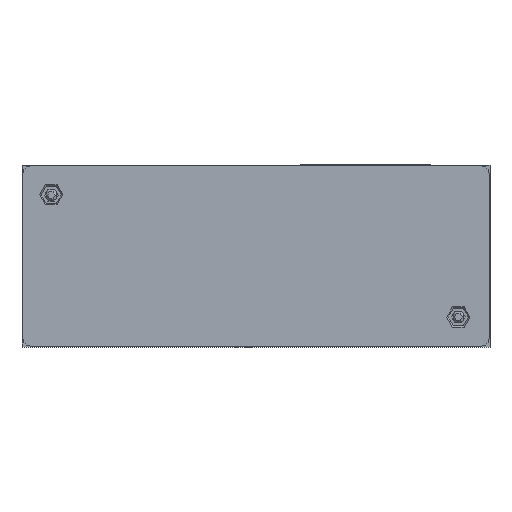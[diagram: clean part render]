
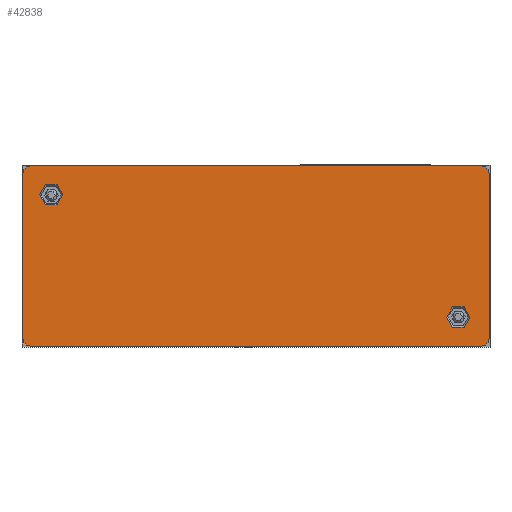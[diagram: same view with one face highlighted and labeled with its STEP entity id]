
A CAD part, top view. The second image highlights one B-rep face of the part: STEP entity #42838.
In plain terms, the highlighted planar face has unit normal (0, 0, 1).
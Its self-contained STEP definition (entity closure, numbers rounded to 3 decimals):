
#41398 = VERTEX_POINT('',#41399);
#41399 = CARTESIAN_POINT('',(0.1,1.1,8.9));
#41405 = EDGE_CURVE('',#41406,#41398,#41408,.T.);
#41406 = VERTEX_POINT('',#41407);
#41407 = CARTESIAN_POINT('',(0.1,21.6,8.9));
#41408 = LINE('',#41409,#41410);
#41409 = CARTESIAN_POINT('',(0.1,12.909,8.9));
#41410 = VECTOR('',#41411,1.);
#41411 = DIRECTION('',(0.,-1.,0.));
#41644 = EDGE_CURVE('',#41406,#41645,#41647,.T.);
#41645 = VERTEX_POINT('',#41646);
#41646 = CARTESIAN_POINT('',(1.1,22.6,8.9));
#41647 = CIRCLE('',#41648,1.);
#41648 = AXIS2_PLACEMENT_3D('',#41649,#41650,#41651);
#41649 = CARTESIAN_POINT('',(1.1,21.6,8.9));
#41650 = DIRECTION('',(0.,0.,-1.));
#41651 = DIRECTION('',(1.,0.,0.));
#41669 = VERTEX_POINT('',#41670);
#41670 = CARTESIAN_POINT('',(1.1,0.1,8.9));
#41676 = EDGE_CURVE('',#41398,#41669,#41677,.T.);
#41677 = CIRCLE('',#41678,1.);
#41678 = AXIS2_PLACEMENT_3D('',#41679,#41680,#41681);
#41679 = CARTESIAN_POINT('',(1.1,1.1,8.9));
#41680 = DIRECTION('',(0.,0.,1.));
#41681 = DIRECTION('',(-1.,0.,0.));
#41717 = EDGE_CURVE('',#41669,#41718,#41720,.T.);
#41718 = VERTEX_POINT('',#41719);
#41719 = CARTESIAN_POINT('',(57.3,0.1,8.9));
#41720 = LINE('',#41721,#41722);
#41721 = CARTESIAN_POINT('',(30.831,0.1,8.9));
#41722 = VECTOR('',#41723,1.);
#41723 = DIRECTION('',(1.,0.,0.));
#41892 = EDGE_CURVE('',#41893,#41645,#41895,.T.);
#41893 = VERTEX_POINT('',#41894);
#41894 = CARTESIAN_POINT('',(57.3,22.6,8.9));
#41895 = LINE('',#41896,#41897);
#41896 = CARTESIAN_POINT('',(30.831,22.6,8.9));
#41897 = VECTOR('',#41898,1.);
#41898 = DIRECTION('',(-1.,0.,0.));
#42594 = VERTEX_POINT('',#42595);
#42595 = CARTESIAN_POINT('',(2.2,18.97,8.9));
#42601 = EDGE_CURVE('',#42602,#42594,#42604,.T.);
#42602 = VERTEX_POINT('',#42603);
#42603 = CARTESIAN_POINT('',(5.1,18.97,8.9));
#42604 = CIRCLE('',#42605,1.45);
#42605 = AXIS2_PLACEMENT_3D('',#42606,#42607,#42608);
#42606 = CARTESIAN_POINT('',(3.65,18.97,8.9));
#42607 = DIRECTION('',(0.,0.,1.));
#42608 = DIRECTION('',(-1.,0.,0.));
#42626 = VERTEX_POINT('',#42627);
#42627 = CARTESIAN_POINT('',(53.,3.73,8.9));
#42633 = EDGE_CURVE('',#42634,#42626,#42636,.T.);
#42634 = VERTEX_POINT('',#42635);
#42635 = CARTESIAN_POINT('',(55.9,3.73,8.9));
#42636 = CIRCLE('',#42637,1.45);
#42637 = AXIS2_PLACEMENT_3D('',#42638,#42639,#42640);
#42638 = CARTESIAN_POINT('',(54.45,3.73,8.9));
#42639 = DIRECTION('',(0.,0.,1.));
#42640 = DIRECTION('',(-1.,0.,0.));
#42731 = EDGE_CURVE('',#42594,#42602,#42732,.T.);
#42732 = CIRCLE('',#42733,1.45);
#42733 = AXIS2_PLACEMENT_3D('',#42734,#42735,#42736);
#42734 = CARTESIAN_POINT('',(3.65,18.97,8.9));
#42735 = DIRECTION('',(0.,0.,1.));
#42736 = DIRECTION('',(-1.,0.,0.));
#42767 = EDGE_CURVE('',#42626,#42634,#42768,.T.);
#42768 = CIRCLE('',#42769,1.45);
#42769 = AXIS2_PLACEMENT_3D('',#42770,#42771,#42772);
#42770 = CARTESIAN_POINT('',(54.45,3.73,8.9));
#42771 = DIRECTION('',(0.,0.,1.));
#42772 = DIRECTION('',(-1.,0.,0.));
#42838 = ADVANCED_FACE('',(#42839,#42870,#42874),#42878,.T.);
#42839 = FACE_BOUND('',#42840,.T.);
#42840 = EDGE_LOOP('',(#42841,#42851,#42858,#42859,#42860,#42861,#42862,
    #42863));
#42841 = ORIENTED_EDGE('',*,*,#42842,.F.);
#42842 = EDGE_CURVE('',#42843,#42845,#42847,.T.);
#42843 = VERTEX_POINT('',#42844);
#42844 = CARTESIAN_POINT('',(58.3,21.6,8.9));
#42845 = VERTEX_POINT('',#42846);
#42846 = CARTESIAN_POINT('',(58.3,1.1,8.9));
#42847 = LINE('',#42848,#42849);
#42848 = CARTESIAN_POINT('',(58.3,12.909,8.9));
#42849 = VECTOR('',#42850,1.);
#42850 = DIRECTION('',(0.,-1.,0.));
#42851 = ORIENTED_EDGE('',*,*,#42852,.T.);
#42852 = EDGE_CURVE('',#42843,#41893,#42853,.T.);
#42853 = CIRCLE('',#42854,1.);
#42854 = AXIS2_PLACEMENT_3D('',#42855,#42856,#42857);
#42855 = CARTESIAN_POINT('',(57.3,21.6,8.9));
#42856 = DIRECTION('',(0.,0.,1.));
#42857 = DIRECTION('',(-1.,0.,0.));
#42858 = ORIENTED_EDGE('',*,*,#41892,.T.);
#42859 = ORIENTED_EDGE('',*,*,#41644,.F.);
#42860 = ORIENTED_EDGE('',*,*,#41405,.T.);
#42861 = ORIENTED_EDGE('',*,*,#41676,.T.);
#42862 = ORIENTED_EDGE('',*,*,#41717,.T.);
#42863 = ORIENTED_EDGE('',*,*,#42864,.F.);
#42864 = EDGE_CURVE('',#42845,#41718,#42865,.T.);
#42865 = CIRCLE('',#42866,1.);
#42866 = AXIS2_PLACEMENT_3D('',#42867,#42868,#42869);
#42867 = CARTESIAN_POINT('',(57.3,1.1,8.9));
#42868 = DIRECTION('',(0.,0.,-1.));
#42869 = DIRECTION('',(1.,0.,0.));
#42870 = FACE_BOUND('',#42871,.T.);
#42871 = EDGE_LOOP('',(#42872,#42873));
#42872 = ORIENTED_EDGE('',*,*,#42633,.F.);
#42873 = ORIENTED_EDGE('',*,*,#42767,.F.);
#42874 = FACE_BOUND('',#42875,.T.);
#42875 = EDGE_LOOP('',(#42876,#42877));
#42876 = ORIENTED_EDGE('',*,*,#42601,.F.);
#42877 = ORIENTED_EDGE('',*,*,#42731,.F.);
#42878 = PLANE('',#42879);
#42879 = AXIS2_PLACEMENT_3D('',#42880,#42881,#42882);
#42880 = CARTESIAN_POINT('',(26.999,9.374,8.9));
#42881 = DIRECTION('',(0.,0.,1.));
#42882 = DIRECTION('',(-1.,0.,0.));
